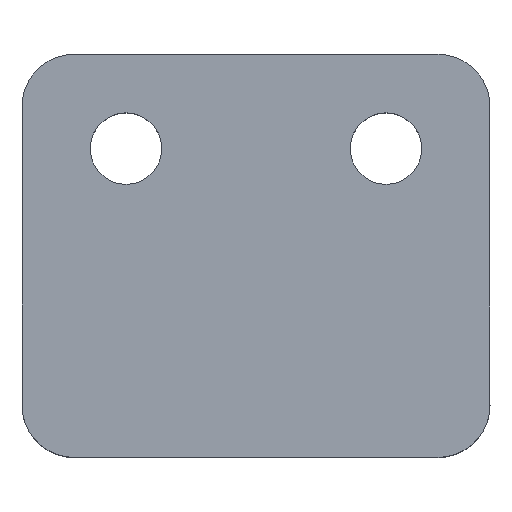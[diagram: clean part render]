
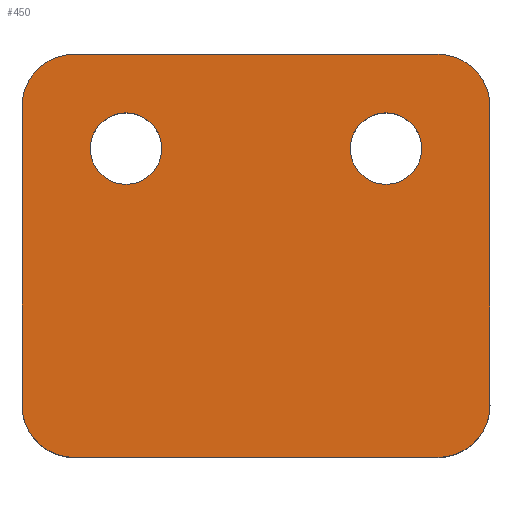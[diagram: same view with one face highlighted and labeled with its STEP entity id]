
A CAD part, top view. The second image highlights one B-rep face of the part: STEP entity #450.
In plain terms, the highlighted planar face has unit normal (0, 0, 1).
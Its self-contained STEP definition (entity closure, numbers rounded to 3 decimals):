
#3 = VECTOR ( 'NONE', #517, 1000. ) ;
#6 = CARTESIAN_POINT ( 'NONE',  ( 32., 27., 13. ) ) ;
#9 = CIRCLE ( 'NONE', #254, 4. ) ;
#35 = EDGE_LOOP ( 'NONE', ( #243, #122, #365, #176, #751, #52, #437, #547, #308 ) ) ;
#38 = CARTESIAN_POINT ( 'NONE',  ( 32., 0., 13. ) ) ;
#44 = EDGE_CURVE ( 'NONE', #371, #101, #447, .T. ) ;
#45 = PLANE ( 'NONE',  #798 ) ;
#52 = ORIENTED_EDGE ( 'NONE', *, *, #387, .T. ) ;
#63 = DIRECTION ( 'NONE',  ( 0., 0., 1. ) ) ;
#66 = AXIS2_PLACEMENT_3D ( 'NONE', #586, #322, #852 ) ;
#67 = CARTESIAN_POINT ( 'NONE',  ( 4., 31., 13. ) ) ;
#68 = CIRCLE ( 'NONE', #720, 4. ) ;
#70 = VECTOR ( 'NONE', #119, 1000. ) ;
#72 = CARTESIAN_POINT ( 'NONE',  ( 28., 23.75, 13. ) ) ;
#96 = CARTESIAN_POINT ( 'NONE',  ( 32., 4., 13. ) ) ;
#100 = VERTEX_POINT ( 'NONE', #462 ) ;
#101 = VERTEX_POINT ( 'NONE', #190 ) ;
#106 = CARTESIAN_POINT ( 'NONE',  ( 30.75, 23.75, 13. ) ) ;
#111 = LINE ( 'NONE', #377, #587 ) ;
#119 = DIRECTION ( 'NONE',  ( 0., 1., 0. ) ) ;
#122 = ORIENTED_EDGE ( 'NONE', *, *, #158, .T. ) ;
#127 = CARTESIAN_POINT ( 'NONE',  ( 18., 15.5, 13. ) ) ;
#136 = AXIS2_PLACEMENT_3D ( 'NONE', #72, #541, #201 ) ;
#140 = CIRCLE ( 'NONE', #794, 4. ) ;
#141 = CARTESIAN_POINT ( 'NONE',  ( 8., 23.75, 13. ) ) ;
#153 = AXIS2_PLACEMENT_3D ( 'NONE', #141, #678, #543 ) ;
#157 = EDGE_LOOP ( 'NONE', ( #584, #707 ) ) ;
#158 = EDGE_CURVE ( 'NONE', #694, #636, #188, .T. ) ;
#159 = CARTESIAN_POINT ( 'NONE',  ( 0., 27., 13. ) ) ;
#176 = ORIENTED_EDGE ( 'NONE', *, *, #44, .T. ) ;
#178 = DIRECTION ( 'NONE',  ( 0., 0., -1. ) ) ;
#182 = VERTEX_POINT ( 'NONE', #827 ) ;
#188 = CIRCLE ( 'NONE', #591, 4. ) ;
#190 = CARTESIAN_POINT ( 'NONE',  ( 36., 27.001, 13. ) ) ;
#201 = DIRECTION ( 'NONE',  ( 1., 0., 0. ) ) ;
#220 = VERTEX_POINT ( 'NONE', #106 ) ;
#223 = LINE ( 'NONE', #491, #468 ) ;
#229 = CARTESIAN_POINT ( 'NONE',  ( 4., 4., 13. ) ) ;
#237 = DIRECTION ( 'NONE',  ( 1., 0., 0. ) ) ;
#243 = ORIENTED_EDGE ( 'NONE', *, *, #624, .T. ) ;
#245 = CARTESIAN_POINT ( 'NONE',  ( 4., 0., 13. ) ) ;
#254 = AXIS2_PLACEMENT_3D ( 'NONE', #6, #453, #724 ) ;
#279 = DIRECTION ( 'NONE',  ( 1., 0., 0. ) ) ;
#293 = ORIENTED_EDGE ( 'NONE', *, *, #803, .T. ) ;
#295 = CARTESIAN_POINT ( 'NONE',  ( 28., 23.75, 13. ) ) ;
#303 = FACE_BOUND ( 'NONE', #157, .T. ) ;
#308 = ORIENTED_EDGE ( 'NONE', *, *, #742, .T. ) ;
#322 = DIRECTION ( 'NONE',  ( 0., 0., -1. ) ) ;
#324 = AXIS2_PLACEMENT_3D ( 'NONE', #605, #351, #806 ) ;
#328 = DIRECTION ( 'NONE',  ( 1., 0., 0. ) ) ;
#347 = AXIS2_PLACEMENT_3D ( 'NONE', #295, #178, #631 ) ;
#348 = EDGE_CURVE ( 'NONE', #182, #488, #549, .T. ) ;
#351 = DIRECTION ( 'NONE',  ( 0., 0., 1. ) ) ;
#355 = EDGE_CURVE ( 'NONE', #762, #452, #843, .T. ) ;
#365 = ORIENTED_EDGE ( 'NONE', *, *, #777, .T. ) ;
#371 = VERTEX_POINT ( 'NONE', #702 ) ;
#374 = DIRECTION ( 'NONE',  ( 1., 0., 0. ) ) ;
#376 = VERTEX_POINT ( 'NONE', #245 ) ;
#377 = CARTESIAN_POINT ( 'NONE',  ( 18., 31., 13. ) ) ;
#382 = VERTEX_POINT ( 'NONE', #837 ) ;
#383 = FACE_BOUND ( 'NONE', #571, .T. ) ;
#386 = CARTESIAN_POINT ( 'NONE',  ( 0., 15.5, 13. ) ) ;
#387 = EDGE_CURVE ( 'NONE', #100, #497, #111, .T. ) ;
#393 = CIRCLE ( 'NONE', #153, 2.75 ) ;
#406 = DIRECTION ( 'NONE',  ( 0., 0., 1. ) ) ;
#425 = DIRECTION ( 'NONE',  ( 0., 0., 1. ) ) ;
#437 = ORIENTED_EDGE ( 'NONE', *, *, #509, .T. ) ;
#447 = LINE ( 'NONE', #711, #70 ) ;
#450 = ADVANCED_FACE ( 'NONE', ( #383, #303, #783 ), #45, .T. ) ;
#452 = VERTEX_POINT ( 'NONE', #594 ) ;
#453 = DIRECTION ( 'NONE',  ( 0., 0., 1. ) ) ;
#462 = CARTESIAN_POINT ( 'NONE',  ( 32., 31., 13. ) ) ;
#465 = EDGE_CURVE ( 'NONE', #382, #220, #511, .T. ) ;
#468 = VECTOR ( 'NONE', #374, 1000. ) ;
#488 = VERTEX_POINT ( 'NONE', #749 ) ;
#491 = CARTESIAN_POINT ( 'NONE',  ( 18., 0., 13. ) ) ;
#492 = DIRECTION ( 'NONE',  ( 1., 0., 0. ) ) ;
#497 = VERTEX_POINT ( 'NONE', #67 ) ;
#509 = EDGE_CURVE ( 'NONE', #497, #762, #647, .T. ) ;
#511 = CIRCLE ( 'NONE', #136, 2.75 ) ;
#517 = DIRECTION ( 'NONE',  ( 0., -1., 0. ) ) ;
#541 = DIRECTION ( 'NONE',  ( 0., 0., -1. ) ) ;
#543 = DIRECTION ( 'NONE',  ( 1., 0., 0. ) ) ;
#547 = ORIENTED_EDGE ( 'NONE', *, *, #355, .T. ) ;
#549 = CIRCLE ( 'NONE', #66, 2.75 ) ;
#551 = CARTESIAN_POINT ( 'NONE',  ( 36., 4., 13. ) ) ;
#557 = CARTESIAN_POINT ( 'NONE',  ( 32., 4., 13. ) ) ;
#571 = EDGE_LOOP ( 'NONE', ( #696, #293 ) ) ;
#584 = ORIENTED_EDGE ( 'NONE', *, *, #730, .T. ) ;
#586 = CARTESIAN_POINT ( 'NONE',  ( 8., 23.75, 13. ) ) ;
#587 = VECTOR ( 'NONE', #831, 1000. ) ;
#591 = AXIS2_PLACEMENT_3D ( 'NONE', #96, #765, #492 ) ;
#594 = CARTESIAN_POINT ( 'NONE',  ( 0., 4.002, 13. ) ) ;
#605 = CARTESIAN_POINT ( 'NONE',  ( 4., 27., 13. ) ) ;
#610 = CIRCLE ( 'NONE', #347, 2.75 ) ;
#624 = EDGE_CURVE ( 'NONE', #376, #694, #223, .T. ) ;
#631 = DIRECTION ( 'NONE',  ( 1., 0., 0. ) ) ;
#636 = VERTEX_POINT ( 'NONE', #551 ) ;
#647 = CIRCLE ( 'NONE', #324, 4. ) ;
#678 = DIRECTION ( 'NONE',  ( 0., 0., -1. ) ) ;
#694 = VERTEX_POINT ( 'NONE', #38 ) ;
#696 = ORIENTED_EDGE ( 'NONE', *, *, #348, .T. ) ;
#702 = CARTESIAN_POINT ( 'NONE',  ( 36., 4.002, 13. ) ) ;
#707 = ORIENTED_EDGE ( 'NONE', *, *, #465, .T. ) ;
#711 = CARTESIAN_POINT ( 'NONE',  ( 36., 15.5, 13. ) ) ;
#720 = AXIS2_PLACEMENT_3D ( 'NONE', #229, #425, #237 ) ;
#724 = DIRECTION ( 'NONE',  ( 1., 0., 0. ) ) ;
#730 = EDGE_CURVE ( 'NONE', #220, #382, #610, .T. ) ;
#742 = EDGE_CURVE ( 'NONE', #452, #376, #68, .T. ) ;
#749 = CARTESIAN_POINT ( 'NONE',  ( 5.25, 23.75, 13. ) ) ;
#751 = ORIENTED_EDGE ( 'NONE', *, *, #846, .T. ) ;
#762 = VERTEX_POINT ( 'NONE', #159 ) ;
#765 = DIRECTION ( 'NONE',  ( 0., 0., 1. ) ) ;
#777 = EDGE_CURVE ( 'NONE', #636, #371, #140, .T. ) ;
#783 = FACE_OUTER_BOUND ( 'NONE', #35, .T. ) ;
#794 = AXIS2_PLACEMENT_3D ( 'NONE', #557, #406, #279 ) ;
#798 = AXIS2_PLACEMENT_3D ( 'NONE', #127, #63, #328 ) ;
#803 = EDGE_CURVE ( 'NONE', #488, #182, #393, .T. ) ;
#806 = DIRECTION ( 'NONE',  ( 1., 0., 0. ) ) ;
#827 = CARTESIAN_POINT ( 'NONE',  ( 10.75, 23.75, 13. ) ) ;
#831 = DIRECTION ( 'NONE',  ( -1., 0., 0. ) ) ;
#837 = CARTESIAN_POINT ( 'NONE',  ( 25.25, 23.75, 13. ) ) ;
#843 = LINE ( 'NONE', #386, #3 ) ;
#846 = EDGE_CURVE ( 'NONE', #101, #100, #9, .T. ) ;
#852 = DIRECTION ( 'NONE',  ( 1., 0., 0. ) ) ;
